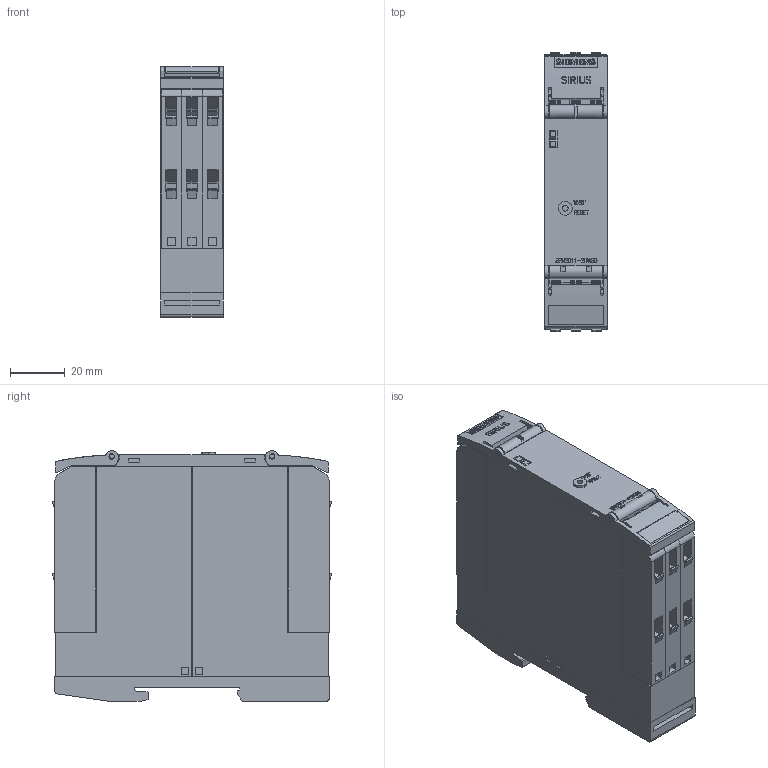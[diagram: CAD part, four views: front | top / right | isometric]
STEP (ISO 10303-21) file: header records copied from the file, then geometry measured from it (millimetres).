
FILE_DESCRIPTION(('STEP AP214'),'1');
FILE_NAME('cctmp_A9623375-EE26-4432-9AE5-6C6F1E60BBE1_2023_07_21_09_48_17_0363..stp','2023-07-21T07:48:19',('SIEMENS A&D'),('CADClick - www.CADClick.com'),'Spatial InterOp 3D postprocessed',' ','unknown authorization');
FILE_SCHEMA(('AUTOMOTIVE_DESIGN'));
Length unit declared in the file: millimetre
Products named in the file (1): 2023_07_21_09_48_17_0277
Bounding box: 22.8 x 101.96 x 91.42 mm (x, y, z)
Volume: 190073.6 mm3; surface area: 52085.8 mm2
Topology: 1 solids, 1 shells, 1703 faces, 4813 edges, 3194 vertices
Faces by surface type: plane 1474, cylinder 213, torus 16
Entity records: 92111 total; most frequent: CARTESIAN_POINT 10267, STYLED_ITEM 9703, PRESENTATION_STYLE_ASSIGNMENT 9703, ORIENTED_EDGE 9610, DIRECTION 8718, EDGE_CURVE 4805, CURVE_STYLE 4805, DRAUGHTING_PRE_DEFINED_CURVE_FONT 4805
